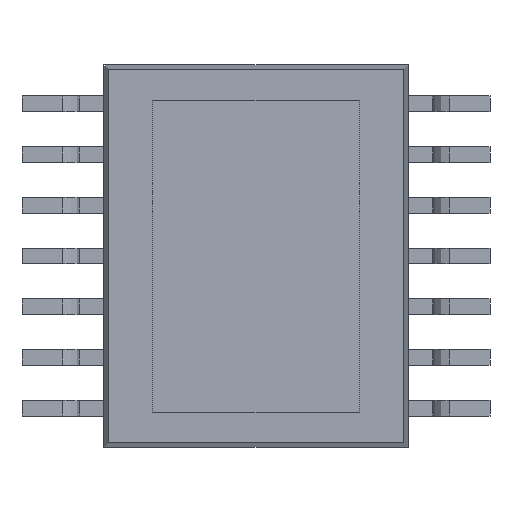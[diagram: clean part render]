
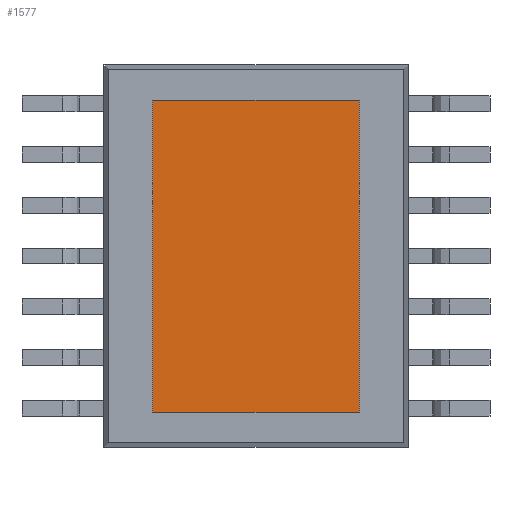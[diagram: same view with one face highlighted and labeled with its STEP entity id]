
A CAD part, front view. The second image highlights one B-rep face of the part: STEP entity #1577.
In plain terms, the highlighted planar face has unit normal (0, -1, 0).
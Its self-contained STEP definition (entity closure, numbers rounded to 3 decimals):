
#1458 = VERTEX_POINT('',#1459);
#1459 = CARTESIAN_POINT('',(1.325,0.,-2.));
#1476 = VERTEX_POINT('',#1477);
#1477 = CARTESIAN_POINT('',(1.325,0.,2.));
#1483 = EDGE_CURVE('',#1458,#1476,#1484,.T.);
#1484 = LINE('',#1485,#1486);
#1485 = CARTESIAN_POINT('',(1.325,0.,-2.));
#1486 = VECTOR('',#1487,1.);
#1487 = DIRECTION('',(0.,0.,1.));
#1507 = VERTEX_POINT('',#1508);
#1508 = CARTESIAN_POINT('',(-1.325,0.,2.));
#1514 = EDGE_CURVE('',#1476,#1507,#1515,.T.);
#1515 = LINE('',#1516,#1517);
#1516 = CARTESIAN_POINT('',(1.325,0.,2.));
#1517 = VECTOR('',#1518,1.);
#1518 = DIRECTION('',(-1.,0.,0.));
#1538 = VERTEX_POINT('',#1539);
#1539 = CARTESIAN_POINT('',(-1.325,0.,-2.));
#1545 = EDGE_CURVE('',#1507,#1538,#1546,.T.);
#1546 = LINE('',#1547,#1548);
#1547 = CARTESIAN_POINT('',(-1.325,0.,2.));
#1548 = VECTOR('',#1549,1.);
#1549 = DIRECTION('',(0.,0.,-1.));
#1567 = EDGE_CURVE('',#1538,#1458,#1568,.T.);
#1568 = LINE('',#1569,#1570);
#1569 = CARTESIAN_POINT('',(-1.325,0.,-2.));
#1570 = VECTOR('',#1571,1.);
#1571 = DIRECTION('',(1.,0.,0.));
#1577 = ADVANCED_FACE('',(#1578),#1584,.F.);
#1578 = FACE_BOUND('',#1579,.T.);
#1579 = EDGE_LOOP('',(#1580,#1581,#1582,#1583));
#1580 = ORIENTED_EDGE('',*,*,#1483,.T.);
#1581 = ORIENTED_EDGE('',*,*,#1514,.T.);
#1582 = ORIENTED_EDGE('',*,*,#1545,.T.);
#1583 = ORIENTED_EDGE('',*,*,#1567,.T.);
#1584 = PLANE('',#1585);
#1585 = AXIS2_PLACEMENT_3D('',#1586,#1587,#1588);
#1586 = CARTESIAN_POINT('',(0.,0.,0.));
#1587 = DIRECTION('',(0.,1.,0.));
#1588 = DIRECTION('',(0.,0.,1.));
